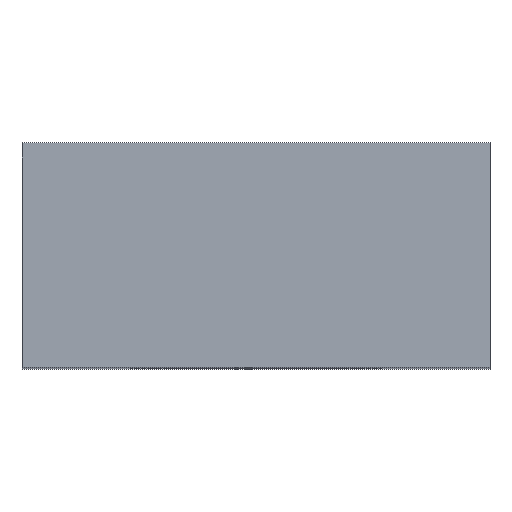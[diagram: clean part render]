
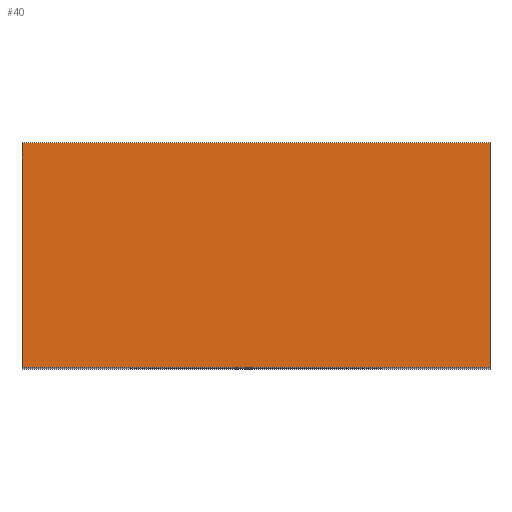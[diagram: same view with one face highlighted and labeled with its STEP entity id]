
A CAD part, top view. The second image highlights one B-rep face of the part: STEP entity #40.
In plain terms, the highlighted planar face has unit normal (0, 0, 1).
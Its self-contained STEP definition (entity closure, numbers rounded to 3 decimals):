
#19 = CARTESIAN_POINT ( 'NONE',  ( -0.365, 0., 0.745 ) ) ;
#40 = ADVANCED_FACE ( 'NONE', ( #1876 ), #1196, .F. ) ;
#140 = EDGE_CURVE ( 'NONE', #1766, #398, #1716, .T. ) ;
#286 = DIRECTION ( 'NONE',  ( 1., 0., 0. ) ) ;
#288 = DIRECTION ( 'NONE',  ( 0., -1., 0. ) ) ;
#309 = EDGE_CURVE ( 'NONE', #892, #1766, #809, .T. ) ;
#355 = CARTESIAN_POINT ( 'NONE',  ( 0.365, 0., 0.745 ) ) ;
#398 = VERTEX_POINT ( 'NONE', #355 ) ;
#588 = VERTEX_POINT ( 'NONE', #1031 ) ;
#611 = CARTESIAN_POINT ( 'NONE',  ( 0.365, 0.35, 0.745 ) ) ;
#625 = CARTESIAN_POINT ( 'NONE',  ( -0.365, 0.35, 0.745 ) ) ;
#660 = ORIENTED_EDGE ( 'NONE', *, *, #309, .T. ) ;
#758 = DIRECTION ( 'NONE',  ( 1., 0., 0. ) ) ;
#809 = LINE ( 'NONE', #625, #1563 ) ;
#882 = CARTESIAN_POINT ( 'NONE',  ( 0.365, 0.35, 0.745 ) ) ;
#892 = VERTEX_POINT ( 'NONE', #1330 ) ;
#894 = DIRECTION ( 'NONE',  ( 0., 0., -1. ) ) ;
#901 = EDGE_LOOP ( 'NONE', ( #1931, #1754, #1722, #660 ) ) ;
#934 = VECTOR ( 'NONE', #758, 1000. ) ;
#1031 = CARTESIAN_POINT ( 'NONE',  ( 0.365, 0.35, 0.745 ) ) ;
#1065 = EDGE_CURVE ( 'NONE', #588, #398, #1743, .T. ) ;
#1104 = AXIS2_PLACEMENT_3D ( 'NONE', #882, #894, #1317 ) ;
#1196 = PLANE ( 'NONE',  #1104 ) ;
#1279 = VECTOR ( 'NONE', #286, 1000. ) ;
#1317 = DIRECTION ( 'NONE',  ( -1., 0., 0. ) ) ;
#1330 = CARTESIAN_POINT ( 'NONE',  ( -0.365, 0.35, 0.745 ) ) ;
#1509 = CARTESIAN_POINT ( 'NONE',  ( 0.365, 0.35, 0.745 ) ) ;
#1516 = VECTOR ( 'NONE', #288, 1000. ) ;
#1563 = VECTOR ( 'NONE', #1829, 1000. ) ;
#1617 = EDGE_CURVE ( 'NONE', #892, #588, #1757, .T. ) ;
#1654 = CARTESIAN_POINT ( 'NONE',  ( 0.365, 0., 0.745 ) ) ;
#1716 = LINE ( 'NONE', #1654, #934 ) ;
#1722 = ORIENTED_EDGE ( 'NONE', *, *, #1617, .F. ) ;
#1743 = LINE ( 'NONE', #611, #1516 ) ;
#1754 = ORIENTED_EDGE ( 'NONE', *, *, #1065, .F. ) ;
#1757 = LINE ( 'NONE', #1509, #1279 ) ;
#1766 = VERTEX_POINT ( 'NONE', #19 ) ;
#1829 = DIRECTION ( 'NONE',  ( 0., -1., 0. ) ) ;
#1876 = FACE_OUTER_BOUND ( 'NONE', #901, .T. ) ;
#1931 = ORIENTED_EDGE ( 'NONE', *, *, #140, .T. ) ;
